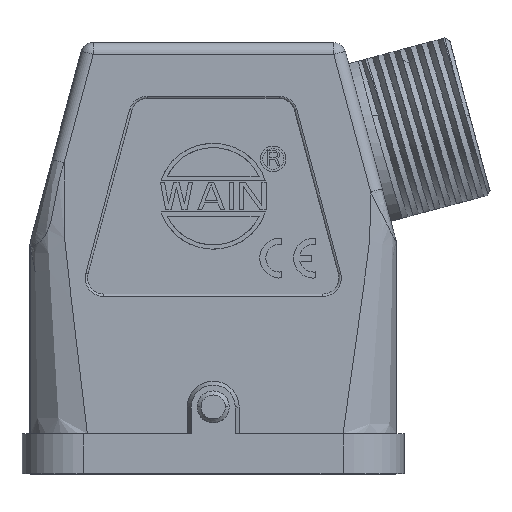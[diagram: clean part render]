
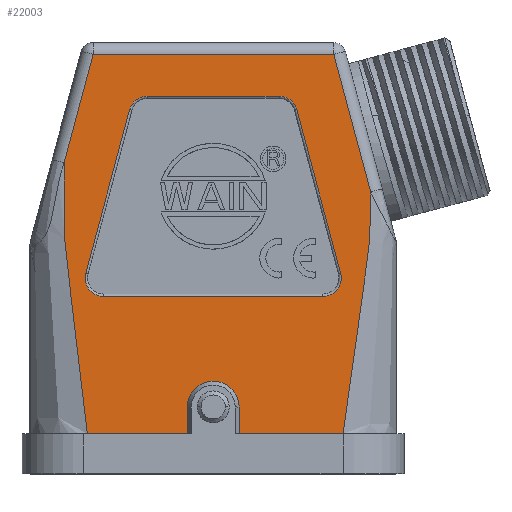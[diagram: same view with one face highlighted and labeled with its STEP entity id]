
A CAD part, top view. The second image highlights one B-rep face of the part: STEP entity #22003.
In plain terms, the highlighted planar face has unit normal (0, 0, 1).
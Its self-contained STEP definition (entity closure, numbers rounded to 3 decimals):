
#42=DIRECTION('',(1.,0.,0.));
#43=VECTOR('',#42,13.015);
#44=CARTESIAN_POINT('',(3.25,5.,13.35));
#45=LINE('',#44,#43);
#146=DIRECTION('',(1.,0.,0.));
#147=VECTOR('',#146,12.517);
#148=CARTESIAN_POINT('',(-15.767,5.,13.35));
#149=LINE('',#148,#147);
#5584=DIRECTION('',(-1.,0.,0.));
#5585=VECTOR('',#5584,30.134);
#5586=CARTESIAN_POINT('',(15.099,52.5,13.35));
#5587=LINE('',#5586,#5585);
#7219=CARTESIAN_POINT('',(-15.767,5.,13.35));
#7236=DIRECTION('',(0.,-1.,0.));
#7237=VECTOR('',#7236,3.35);
#7238=CARTESIAN_POINT('',(-3.25,8.35,13.35));
#7239=LINE('',#7238,#7237);
#7240=CARTESIAN_POINT('',(-15.767,5.,13.35));
#7241=CARTESIAN_POINT('',(-16.104,7.819,13.35));
#7242=CARTESIAN_POINT('',(-16.611,12.046,13.35));
#7243=CARTESIAN_POINT('',(-17.281,17.684,13.35));
#7244=CARTESIAN_POINT('',(-17.788,21.912,13.35));
#7245=CARTESIAN_POINT('',(-18.201,25.435,13.35));
#7246=CARTESIAN_POINT('',(-18.544,28.254,13.35));
#7247=CARTESIAN_POINT('',(-18.663,30.385,13.35));
#7248=CARTESIAN_POINT('',(-18.663,32.52,13.35));
#7249=CARTESIAN_POINT('',(-18.674,35.365,13.35));
#7250=CARTESIAN_POINT('',(-18.672,37.499,13.35));
#7251=CARTESIAN_POINT('',(-18.673,38.921,13.35));
#7253=DIRECTION('',(0.259,0.966,0.));
#7254=VECTOR('',#7253,14.057);
#7255=CARTESIAN_POINT('',(-18.673,38.921,13.35));
#7256=LINE('',#7255,#7254);
#7257=DIRECTION('',(0.259,-0.966,0.));
#7258=VECTOR('',#7257,17.821);
#7259=CARTESIAN_POINT('',(15.099,52.5,13.35));
#7260=LINE('',#7259,#7258);
#7261=CARTESIAN_POINT('',(19.711,35.286,13.35));
#7262=CARTESIAN_POINT('',(19.71,34.481,13.35));
#7263=CARTESIAN_POINT('',(19.705,32.939,13.35));
#7264=CARTESIAN_POINT('',(19.697,30.888,13.35));
#7265=CARTESIAN_POINT('',(19.614,28.93,13.35));
#7266=CARTESIAN_POINT('',(19.311,26.751,13.35));
#7267=CARTESIAN_POINT('',(18.976,24.317,13.35));
#7268=CARTESIAN_POINT('',(18.606,21.69,13.35));
#7269=CARTESIAN_POINT('',(18.206,18.838,13.35));
#7270=CARTESIAN_POINT('',(17.774,15.761,13.35));
#7271=CARTESIAN_POINT('',(17.309,12.445,13.35));
#7272=CARTESIAN_POINT('',(16.809,8.882,13.35));
#7273=CARTESIAN_POINT('',(16.45,6.324,13.35));
#7274=CARTESIAN_POINT('',(16.265,5.,13.35));
#7276=DIRECTION('',(0.,1.,0.));
#7277=VECTOR('',#7276,3.35);
#7278=CARTESIAN_POINT('',(3.25,5.,13.35));
#7279=LINE('',#7278,#7277);
#7280=CARTESIAN_POINT('',(0.,8.35,13.35));
#7281=DIRECTION('',(0.,0.,1.));
#7282=DIRECTION('',(1.,0.,0.));
#7283=AXIS2_PLACEMENT_3D('',#7280,#7281,#7282);
#7285=CARTESIAN_POINT('',(0.,8.35,13.35));
#7286=DIRECTION('',(0.,0.,1.));
#7287=DIRECTION('',(0.,1.,0.));
#7288=AXIS2_PLACEMENT_3D('',#7285,#7286,#7287);
#7290=DIRECTION('',(-0.259,0.966,0.));
#7291=VECTOR('',#7290,21.223);
#7292=CARTESIAN_POINT('',(15.965,25.095,13.35));
#7293=LINE('',#7292,#7291);
#7294=CARTESIAN_POINT('',(8.25,45.,13.35));
#7295=DIRECTION('',(0.,0.,1.));
#7296=DIRECTION('',(0.966,0.259,0.));
#7297=AXIS2_PLACEMENT_3D('',#7294,#7295,#7296);
#7299=CARTESIAN_POINT('',(-8.25,45.,13.35));
#7300=DIRECTION('',(0.,0.,1.));
#7301=DIRECTION('',(0.,1.,0.));
#7302=AXIS2_PLACEMENT_3D('',#7299,#7300,#7301);
#7304=DIRECTION('',(-0.259,-0.966,0.));
#7305=VECTOR('',#7304,21.223);
#7306=CARTESIAN_POINT('',(-10.472,45.595,13.35));
#7307=LINE('',#7306,#7305);
#7308=CARTESIAN_POINT('',(-13.743,24.5,13.35));
#7309=DIRECTION('',(0.,0.,1.));
#7310=DIRECTION('',(-0.966,0.259,0.));
#7311=AXIS2_PLACEMENT_3D('',#7308,#7309,#7310);
#7313=CARTESIAN_POINT('',(13.743,24.5,13.35));
#7314=DIRECTION('',(0.,0.,1.));
#7315=DIRECTION('',(0.,-1.,0.));
#7316=AXIS2_PLACEMENT_3D('',#7313,#7314,#7315);
#7422=DIRECTION('',(-1.,0.,0.));
#7423=VECTOR('',#7422,27.486);
#7424=CARTESIAN_POINT('',(13.743,22.2,13.35));
#7425=LINE('',#7424,#7423);
#7469=DIRECTION('',(1.,0.,0.));
#7470=VECTOR('',#7469,16.5);
#7471=CARTESIAN_POINT('',(-8.25,47.3,13.35));
#7472=LINE('',#7471,#7470);
#10246=CARTESIAN_POINT('',(3.25,5.,13.35));
#10248=VERTEX_POINT('',#10246);
#10249=CARTESIAN_POINT('',(16.265,5.,13.35));
#10250=VERTEX_POINT('',#10249);
#10267=CARTESIAN_POINT('',(3.25,8.35,13.35));
#10268=VERTEX_POINT('',#10267);
#10285=CARTESIAN_POINT('',(-3.25,5.,
13.35));
#10286=VERTEX_POINT('',#10285);
#10287=CARTESIAN_POINT('',(-3.25,8.35,
13.35));
#10288=VERTEX_POINT('',#10287);
#10304=VERTEX_POINT('',#7219);
#11549=CARTESIAN_POINT('',(-15.035,52.5,13.35));
#11550=VERTEX_POINT('',#11549);
#11551=CARTESIAN_POINT('',(15.099,52.5,13.35));
#11552=VERTEX_POINT('',#11551);
#11557=CARTESIAN_POINT('',(-18.673,38.921,13.35));
#11558=VERTEX_POINT('',#11557);
#11929=CARTESIAN_POINT('',(19.711,35.286,13.35));
#11930=VERTEX_POINT('',#11929);
#11931=CARTESIAN_POINT('',(0.,11.6,13.35));
#11932=VERTEX_POINT('',#11931);
#11933=CARTESIAN_POINT('',(15.965,25.095,13.35));
#11934=CARTESIAN_POINT('',(10.472,45.595,13.35));
#11935=VERTEX_POINT('',#11933);
#11936=VERTEX_POINT('',#11934);
#11937=CARTESIAN_POINT('',(8.25,47.3,13.35));
#11938=VERTEX_POINT('',#11937);
#11939=CARTESIAN_POINT('',(-8.25,47.3,13.35));
#11940=VERTEX_POINT('',#11939);
#11941=CARTESIAN_POINT('',(-10.472,45.595,13.35));
#11942=VERTEX_POINT('',#11941);
#11943=CARTESIAN_POINT('',(-15.965,25.095,13.35));
#11944=VERTEX_POINT('',#11943);
#11945=CARTESIAN_POINT('',(-13.743,22.2,13.35));
#11946=VERTEX_POINT('',#11945);
#11947=CARTESIAN_POINT('',(13.743,22.2,13.35));
#11948=VERTEX_POINT('',#11947);
#21963=CARTESIAN_POINT('',(0.,0.,13.35));
#21964=DIRECTION('',(0.,0.,1.));
#21965=DIRECTION('',(1.,0.,0.));
#21966=AXIS2_PLACEMENT_3D('',#21963,#21964,#21965);
#21967=PLANE('',#21966);
#21968=ORIENTED_EDGE('',*,*,#12567,.T.);
#21969=ORIENTED_EDGE('',*,*,#12603,.F.);
#21970=ORIENTED_EDGE('',*,*,#21945,.T.);
#21971=ORIENTED_EDGE('',*,*,#19391,.T.);
#21972=ORIENTED_EDGE('',*,*,#19365,.F.);
#21974=ORIENTED_EDGE('',*,*,#21973,.T.);
#21976=ORIENTED_EDGE('',*,*,#21975,.T.);
#21977=ORIENTED_EDGE('',*,*,#12488,.F.);
#21978=ORIENTED_EDGE('',*,*,#12525,.T.);
#21980=ORIENTED_EDGE('',*,*,#21979,.T.);
#21982=ORIENTED_EDGE('',*,*,#21981,.T.);
#21983=EDGE_LOOP('',(#21968,#21969,#21970,#21971,#21972,#21974,#21976,#21977,
#21978,#21980,#21982));
#21984=FACE_OUTER_BOUND('',#21983,.F.);
#21986=ORIENTED_EDGE('',*,*,#21985,.T.);
#21988=ORIENTED_EDGE('',*,*,#21987,.T.);
#21990=ORIENTED_EDGE('',*,*,#21989,.F.);
#21992=ORIENTED_EDGE('',*,*,#21991,.T.);
#21994=ORIENTED_EDGE('',*,*,#21993,.T.);
#21996=ORIENTED_EDGE('',*,*,#21995,.T.);
#21998=ORIENTED_EDGE('',*,*,#21997,.F.);
#22000=ORIENTED_EDGE('',*,*,#21999,.T.);
#22001=EDGE_LOOP('',(#21986,#21988,#21990,#21992,#21994,#21996,#21998,#22000));
#22002=FACE_BOUND('',#22001,.F.);
#22003=ADVANCED_FACE('',(#21984,#22002),#21967,.T.);
#7252=B_SPLINE_CURVE_WITH_KNOTS('',3,(#7240,#7241,#7242,#7243,#7244,#7245,#7246,
#7247,#7248,#7249,#7250,#7251),.UNSPECIFIED.,.F.,.F.,(4,1,1,1,1,1,1,1,1,4),
(0.,0.25,0.375,0.5,0.625,0.688,0.75,0.813,0.875,1.),
.UNSPECIFIED.);
#7275=B_SPLINE_CURVE_WITH_KNOTS('',3,(#7261,#7262,#7263,#7264,#7265,#7266,#7267,
#7268,#7269,#7270,#7271,#7272,#7273,#7274),.UNSPECIFIED.,.F.,.F.,(4,1,1,1,1,1,1,
1,1,1,1,4),(0.,0.091,0.182,0.273,
0.364,0.455,0.545,0.636,
0.727,0.818,0.909,1.),.UNSPECIFIED.);
#7284=CIRCLE('',#7283,3.25);
#7289=CIRCLE('',#7288,3.25);
#7298=CIRCLE('',#7297,2.3);
#7303=CIRCLE('',#7302,2.3);
#7312=CIRCLE('',#7311,2.3);
#7317=CIRCLE('',#7316,2.3);
#12488=EDGE_CURVE('',#10248,#10250,#45,.T.);
#12525=EDGE_CURVE('',#10248,#10268,#7279,.T.);
#12567=EDGE_CURVE('',#10288,#10286,#7239,.T.);
#12603=EDGE_CURVE('',#10304,#10286,#149,.T.);
#19365=EDGE_CURVE('',#11552,#11550,#5587,.T.);
#19391=EDGE_CURVE('',#11558,#11550,#7256,.T.);
#21945=EDGE_CURVE('',#10304,#11558,#7252,.T.);
#21973=EDGE_CURVE('',#11552,#11930,#7260,.T.);
#21975=EDGE_CURVE('',#11930,#10250,#7275,.T.);
#21979=EDGE_CURVE('',#10268,#11932,#7284,.T.);
#21981=EDGE_CURVE('',#11932,#10288,#7289,.T.);
#21985=EDGE_CURVE('',#11935,#11936,#7293,.T.);
#21987=EDGE_CURVE('',#11936,#11938,#7298,.T.);
#21989=EDGE_CURVE('',#11940,#11938,#7472,.T.);
#21991=EDGE_CURVE('',#11940,#11942,#7303,.T.);
#21993=EDGE_CURVE('',#11942,#11944,#7307,.T.);
#21995=EDGE_CURVE('',#11944,#11946,#7312,.T.);
#21997=EDGE_CURVE('',#11948,#11946,#7425,.T.);
#21999=EDGE_CURVE('',#11948,#11935,#7317,.T.);
